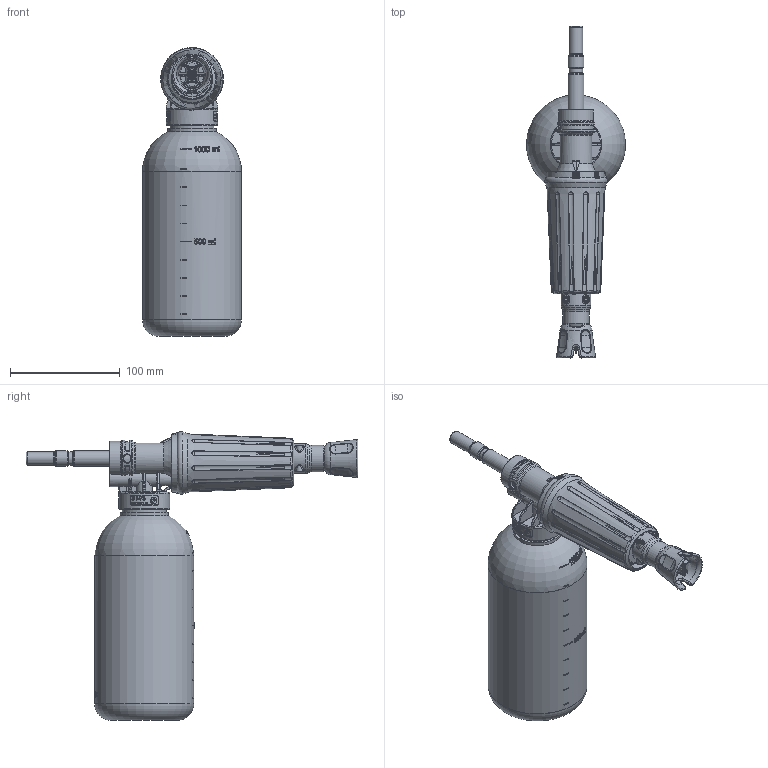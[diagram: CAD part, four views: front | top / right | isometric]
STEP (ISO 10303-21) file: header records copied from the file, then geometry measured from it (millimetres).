
FILE_DESCRIPTION(/* description */ ('Unknown'),/* implementation_level */ '2;1');
FILE_NAME(/* name */ '200073528_Schaumlanze_Niro-Injekt._1_Liter',/* time_stamp */ '2022-11-07T14:01:47+01:00',/* author */ ('Unknown'),/* organization */ ('Unknown'),/* preprocessor_version */ 'ST-DEVELOPER v18.102',/* originating_system */ 'Solid Edge',/* authorisation */ 'Unknown');
FILE_SCHEMA (('AUTOMOTIVE_DESIGN {1 0 10303 214 3 1 1}'));
Products named in the file (1): Part7
Bounding box: 90 x 301.79 x 262.49 mm (x, y, z)
Volume: 369836.5 mm3; surface area: 178332.1 mm2
Topology: 1 solids, 4 shells, 2305 faces, 5806 edges, 3585 vertices
Faces by surface type: plane 680, bspline 651, cylinder 617, torus 178, cone 117, sphere 62
Full cylindrical faces by diameter (mm): 3 x4, 3.2 x2, 3.8 x1, 6 x1, 7 x1, 12 x2, 13.157 x1, 14.3 x2, 16.9 x1, 18 x1, 24 x1, 25 x1, 27 x1, 32 x1, 40 x2, 44 x1, 46.5 x1, 47.6 x1, 88 x1, 90 x1
Entity records: 112880 total; most frequent: CARTESIAN_POINT 49339, ORIENTED_EDGE 11134, DIRECTION 7567, EDGE_CURVE 5567, VERTEX_POINT 3527, AXIS2_PLACEMENT_3D 3240, B_SPLINE_CURVE_WITH_KNOTS 2886, FACE_BOUND 2568
